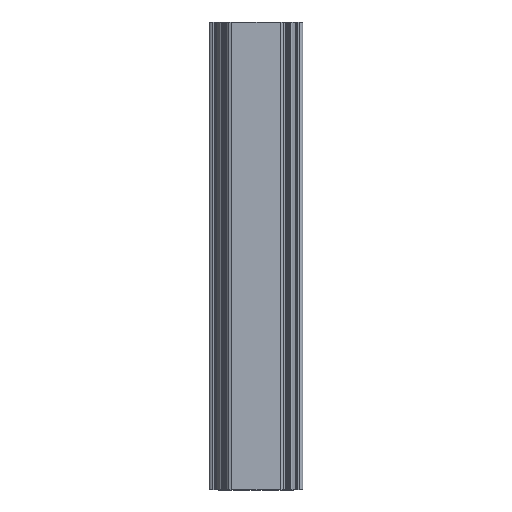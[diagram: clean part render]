
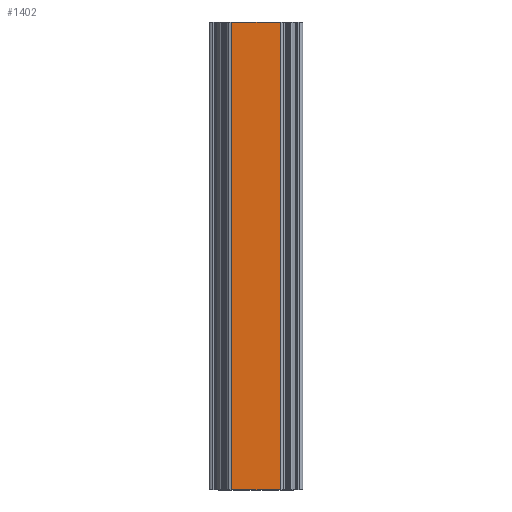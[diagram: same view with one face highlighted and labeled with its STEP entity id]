
A CAD part, top view. The second image highlights one B-rep face of the part: STEP entity #1402.
In plain terms, the highlighted planar face has unit normal (0, 0, 1).
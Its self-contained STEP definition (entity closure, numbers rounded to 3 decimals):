
#156 = VERTEX_POINT ( 'NONE', #1609 ) ;
#392 = VECTOR ( 'NONE', #2269, 1000. ) ;
#500 = EDGE_CURVE ( 'NONE', #156, #5741, #5311, .T. ) ;
#847 = CARTESIAN_POINT ( 'NONE',  ( -14.623, 0., -18.7 ) ) ;
#1063 = CARTESIAN_POINT ( 'NONE',  ( -14.623, 0., -18.7 ) ) ;
#1302 = CARTESIAN_POINT ( 'NONE',  ( -14.623, 200., -18.7 ) ) ;
#1402 = ADVANCED_FACE ( 'NONE', ( #1959 ), #2160, .T. ) ;
#1478 = CARTESIAN_POINT ( 'NONE',  ( 14.623, 200., -18.7 ) ) ;
#1609 = CARTESIAN_POINT ( 'NONE',  ( -14.623, 200., -18.7 ) ) ;
#1959 = FACE_OUTER_BOUND ( 'NONE', #2719, .T. ) ;
#2159 = CARTESIAN_POINT ( 'NONE',  ( 14.623, 0., -18.7 ) ) ;
#2160 = PLANE ( 'NONE',  #2391 ) ;
#2269 = DIRECTION ( 'NONE',  ( -1., 0., 0. ) ) ;
#2391 = AXIS2_PLACEMENT_3D ( 'NONE', #5527, #5046, #2689 ) ;
#2414 = VERTEX_POINT ( 'NONE', #1478 ) ;
#2471 = ORIENTED_EDGE ( 'NONE', *, *, #2624, .T. ) ;
#2624 = EDGE_CURVE ( 'NONE', #2414, #156, #4363, .T. ) ;
#2689 = DIRECTION ( 'NONE',  ( 1., 0., 0. ) ) ;
#2719 = EDGE_LOOP ( 'NONE', ( #4210, #4026, #2471, #3892 ) ) ;
#3852 = CARTESIAN_POINT ( 'NONE',  ( 14.623, 0., -18.7 ) ) ;
#3892 = ORIENTED_EDGE ( 'NONE', *, *, #500, .T. ) ;
#4026 = ORIENTED_EDGE ( 'NONE', *, *, #6142, .T. ) ;
#4034 = VECTOR ( 'NONE', #6237, 1000. ) ;
#4194 = CARTESIAN_POINT ( 'NONE',  ( -14.623, 0., -18.7 ) ) ;
#4210 = ORIENTED_EDGE ( 'NONE', *, *, #4613, .T. ) ;
#4344 = LINE ( 'NONE', #1063, #4569 ) ;
#4363 = LINE ( 'NONE', #1302, #392 ) ;
#4386 = VECTOR ( 'NONE', #6005, 1000. ) ;
#4569 = VECTOR ( 'NONE', #5837, 1000. ) ;
#4613 = EDGE_CURVE ( 'NONE', #5741, #5965, #4344, .T. ) ;
#5046 = DIRECTION ( 'NONE',  ( 0., 0., 1. ) ) ;
#5311 = LINE ( 'NONE', #847, #4034 ) ;
#5527 = CARTESIAN_POINT ( 'NONE',  ( -14.623, 0., -18.7 ) ) ;
#5741 = VERTEX_POINT ( 'NONE', #4194 ) ;
#5837 = DIRECTION ( 'NONE',  ( 1., 0., 0. ) ) ;
#5965 = VERTEX_POINT ( 'NONE', #3852 ) ;
#6005 = DIRECTION ( 'NONE',  ( 0., 1., 0. ) ) ;
#6142 = EDGE_CURVE ( 'NONE', #5965, #2414, #6198, .T. ) ;
#6198 = LINE ( 'NONE', #2159, #4386 ) ;
#6237 = DIRECTION ( 'NONE',  ( 0., -1., 0. ) ) ;
